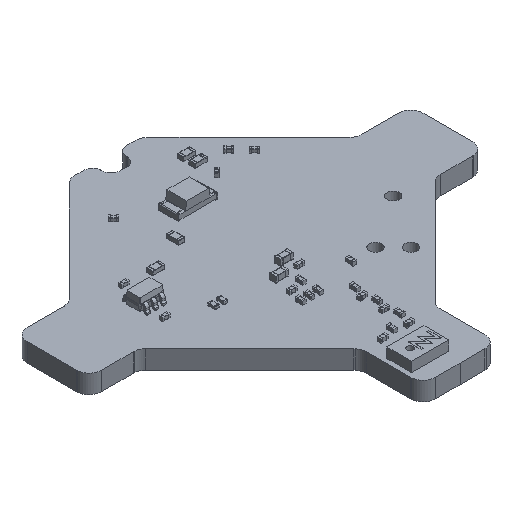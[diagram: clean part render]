
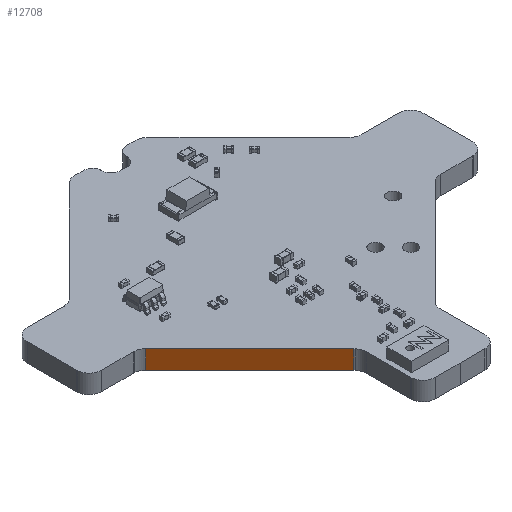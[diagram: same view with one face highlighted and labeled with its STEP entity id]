
A CAD part, isometric view. The second image highlights one B-rep face of the part: STEP entity #12708.
In plain terms, the highlighted planar face has unit normal (-0.707, -0.707, 0).
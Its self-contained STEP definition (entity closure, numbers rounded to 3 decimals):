
#11397 = VERTEX_POINT('',#11398);
#11398 = CARTESIAN_POINT('',(-11.707,-0.646,0.));
#11405 = EDGE_CURVE('',#11406,#11397,#11408,.T.);
#11406 = VERTEX_POINT('',#11407);
#11407 = CARTESIAN_POINT('',(-3.293,-9.061,0.));
#11408 = LINE('',#11409,#11410);
#11409 = CARTESIAN_POINT('',(-3.293,-9.061,0.));
#11410 = VECTOR('',#11411,1.);
#11411 = DIRECTION('',(-0.707,0.707,0.));
#11872 = VERTEX_POINT('',#11873);
#11873 = CARTESIAN_POINT('',(-11.707,-0.646,1.51));
#11880 = EDGE_CURVE('',#11881,#11872,#11883,.T.);
#11881 = VERTEX_POINT('',#11882);
#11882 = CARTESIAN_POINT('',(-3.293,-9.061,1.51));
#11883 = LINE('',#11884,#11885);
#11884 = CARTESIAN_POINT('',(-3.293,-9.061,1.51));
#11885 = VECTOR('',#11886,1.);
#11886 = DIRECTION('',(-0.707,0.707,0.));
#12678 = EDGE_CURVE('',#11397,#11872,#12679,.T.);
#12679 = LINE('',#12680,#12681);
#12680 = CARTESIAN_POINT('',(-11.707,-0.646,0.));
#12681 = VECTOR('',#12682,1.);
#12682 = DIRECTION('',(0.,0.,1.));
#12708 = ADVANCED_FACE('',(#12709),#12720,.T.);
#12709 = FACE_BOUND('',#12710,.T.);
#12710 = EDGE_LOOP('',(#12711,#12717,#12718,#12719));
#12711 = ORIENTED_EDGE('',*,*,#12712,.T.);
#12712 = EDGE_CURVE('',#11406,#11881,#12713,.T.);
#12713 = LINE('',#12714,#12715);
#12714 = CARTESIAN_POINT('',(-3.293,-9.061,0.));
#12715 = VECTOR('',#12716,1.);
#12716 = DIRECTION('',(0.,0.,1.));
#12717 = ORIENTED_EDGE('',*,*,#11880,.T.);
#12718 = ORIENTED_EDGE('',*,*,#12678,.F.);
#12719 = ORIENTED_EDGE('',*,*,#11405,.F.);
#12720 = PLANE('',#12721);
#12721 = AXIS2_PLACEMENT_3D('',#12722,#12723,#12724);
#12722 = CARTESIAN_POINT('',(-3.293,-9.061,0.));
#12723 = DIRECTION('',(-0.707,-0.707,0.));
#12724 = DIRECTION('',(-0.707,0.707,0.));
